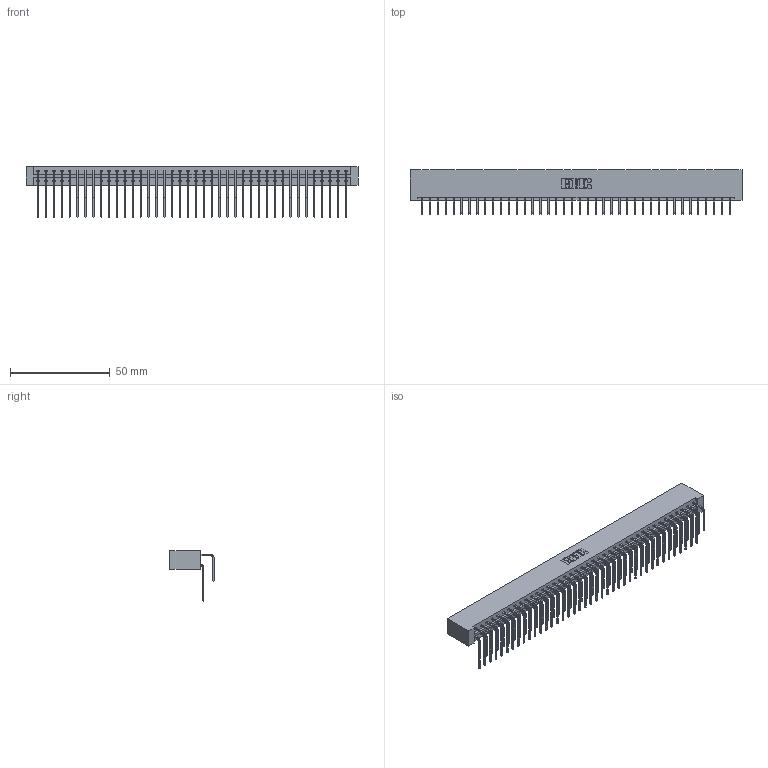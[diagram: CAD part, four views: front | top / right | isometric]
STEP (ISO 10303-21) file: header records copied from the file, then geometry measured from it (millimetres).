
FILE_DESCRIPTION (( 'STEP AP203' ), '1' );
FILE_NAME ('333-080-558-201.STEP', '2018-08-05T02:08:12', ( '' ), ( '' ), 'SwSTEP 2.0', 'SolidWorks 2016', '' );
FILE_SCHEMA (( 'CONFIG_CONTROL_DESIGN' ));
Length unit declared in the file: inch
Products named in the file (4): 345-292-001_558 Tail - 2; 333-080-558-201; 333 Part_Lugless; 345-292-001_558 559 Tail - 1
Assembly tree (81 placements, depth 2):
  333-080-558-201
    333 Part_Lugless
    345-292-001_558 559 Tail - 1  x40
    345-292-001_558 Tail - 2  x40
Bounding box: 166.75 x 22.17 x 25.53 mm (x, y, z)
Volume: 18099.3 mm3; surface area: 23699.5 mm2
Topology: 81 solids, 81 shells, 4426 faces, 13167 edges, 8670 vertices
Faces by surface type: plane 3106, cylinder 1320
Entity records: 27499 total; most frequent: CARTESIAN_POINT 4609, ORIENTED_EDGE 4494, DIRECTION 3915, EDGE_CURVE 2247, VECTOR 2087, LINE 2087, VERTEX_POINT 1494, AXIS2_PLACEMENT_3D 914
